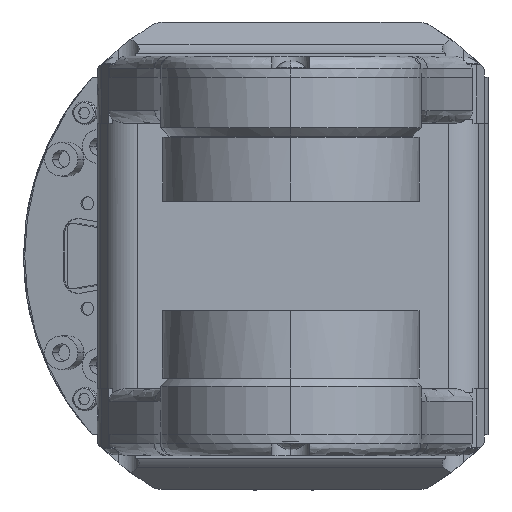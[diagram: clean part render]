
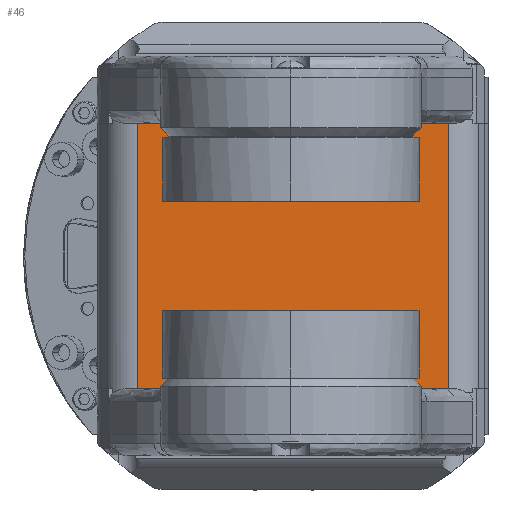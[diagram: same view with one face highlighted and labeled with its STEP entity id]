
A CAD part, left-side view. The second image highlights one B-rep face of the part: STEP entity #46.
In plain terms, the highlighted planar face has unit normal (-1, 0, 0).
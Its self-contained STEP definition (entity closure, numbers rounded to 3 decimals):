
#46 = ADVANCED_FACE ( 'NONE', ( #19109 ), #10668, .T. ) ;
#705 = VERTEX_POINT ( 'NONE', #9646 ) ;
#1078 = EDGE_CURVE ( 'NONE', #705, #3430, #8954, .T. ) ;
#1554 = DIRECTION ( 'NONE',  ( 0., 0., 1. ) ) ;
#1915 = VERTEX_POINT ( 'NONE', #21973 ) ;
#2121 = EDGE_CURVE ( 'NONE', #3430, #1915, #7336, .T. ) ;
#3430 = VERTEX_POINT ( 'NONE', #16476 ) ;
#4152 = EDGE_CURVE ( 'NONE', #17471, #705, #16843, .T. ) ;
#5252 = CARTESIAN_POINT ( 'NONE',  ( 68., 36.42, 25.5 ) ) ;
#7115 = CARTESIAN_POINT ( 'NONE',  ( 68., 47.5, -31.5 ) ) ;
#7178 = EDGE_LOOP ( 'NONE', ( #20535, #16945, #8580, #12556 ) ) ;
#7336 = LINE ( 'NONE', #7115, #21065 ) ;
#8090 = CARTESIAN_POINT ( 'NONE',  ( 68., 47.5, 31.5 ) ) ;
#8580 = ORIENTED_EDGE ( 'NONE', *, *, #1078, .T. ) ;
#8954 = LINE ( 'NONE', #5252, #14375 ) ;
#9646 = CARTESIAN_POINT ( 'NONE',  ( 68., 36.42, 31.5 ) ) ;
#10668 = PLANE ( 'NONE',  #15857 ) ;
#11388 = LINE ( 'NONE', #21880, #19036 ) ;
#12530 = VECTOR ( 'NONE', #22140, 1000. ) ;
#12556 = ORIENTED_EDGE ( 'NONE', *, *, #2121, .T. ) ;
#14041 = DIRECTION ( 'NONE',  ( 0., 0., -1. ) ) ;
#14154 = DIRECTION ( 'NONE',  ( 0., -1., 0. ) ) ;
#14375 = VECTOR ( 'NONE', #14041, 1000. ) ;
#14407 = DIRECTION ( 'NONE',  ( 0., 0., -1. ) ) ;
#15857 = AXIS2_PLACEMENT_3D ( 'NONE', #15868, #17260, #1554 ) ;
#15868 = CARTESIAN_POINT ( 'NONE',  ( 68., 47.5, 25.5 ) ) ;
#16476 = CARTESIAN_POINT ( 'NONE',  ( 68., 36.42, -31.5 ) ) ;
#16843 = LINE ( 'NONE', #8090, #12530 ) ;
#16861 = CARTESIAN_POINT ( 'NONE',  ( 68., -37.42, 31.5 ) ) ;
#16945 = ORIENTED_EDGE ( 'NONE', *, *, #4152, .T. ) ;
#17260 = DIRECTION ( 'NONE',  ( -1., 0., 0. ) ) ;
#17471 = VERTEX_POINT ( 'NONE', #16861 ) ;
#18636 = EDGE_CURVE ( 'NONE', #17471, #1915, #11388, .T. ) ;
#19036 = VECTOR ( 'NONE', #14407, 1000. ) ;
#19109 = FACE_OUTER_BOUND ( 'NONE', #7178, .T. ) ;
#20535 = ORIENTED_EDGE ( 'NONE', *, *, #18636, .F. ) ;
#21065 = VECTOR ( 'NONE', #14154, 1000. ) ;
#21880 = CARTESIAN_POINT ( 'NONE',  ( 68., -37.42, 32.5 ) ) ;
#21973 = CARTESIAN_POINT ( 'NONE',  ( 68., -37.42, -31.5 ) ) ;
#22140 = DIRECTION ( 'NONE',  ( 0., 1., 0. ) ) ;
